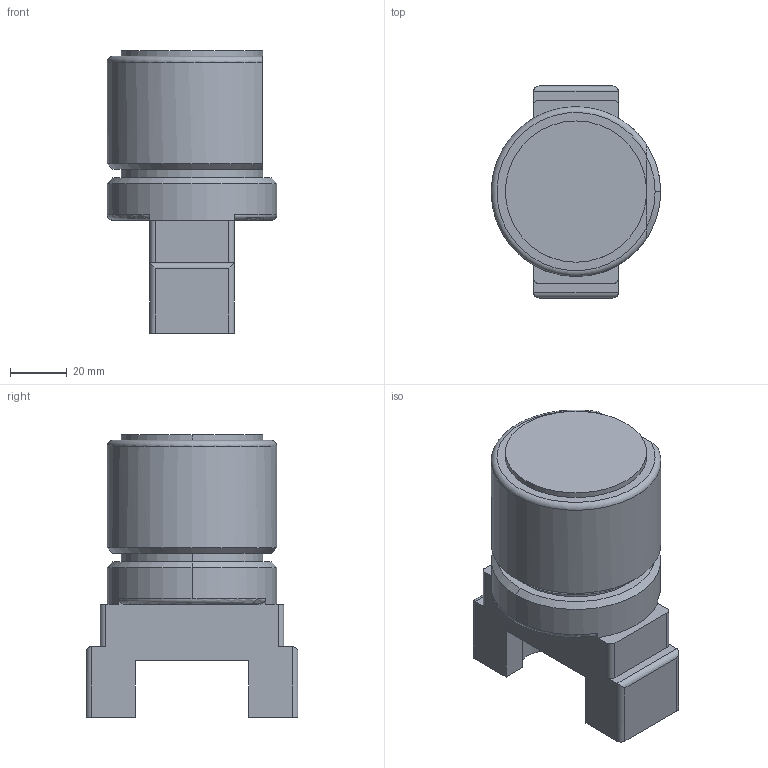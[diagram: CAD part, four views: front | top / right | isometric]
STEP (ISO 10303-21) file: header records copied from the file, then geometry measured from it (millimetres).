
FILE_DESCRIPTION((''),'2;1');
FILE_NAME('DEMO_TOOL','2014-09-04T',('Vinson'),(''),'PRO/ENGINEER BY PARAMETRIC TECHNOLOGY CORPORATION, 2010480','PRO/ENGINEER BY PARAMETRIC TECHNOLOGY CORPORATION, 2010480','');
FILE_SCHEMA(('AUTOMOTIVE_DESIGN_CC2 { 1 2 10303 214 -1 1 5 2 }'));
Length unit declared in the file: millimetre
Products named in the file (1): DEMO_TOOL
Bounding box: 60 x 75 x 100 mm (x, y, z)
Volume: 219773.9 mm3; surface area: 26253.9 mm2
Topology: 1 solids, 1 shells, 49 faces, 148 edges, 102 vertices
Faces by surface type: plane 24, cylinder 19, cone 3, torus 3
Entity records: 1852 total; most frequent: CARTESIAN_POINT 418, ORIENTED_EDGE 296, DIRECTION 294, EDGE_CURVE 148, AXIS2_PLACEMENT_3D 109, VERTEX_POINT 102, VECTOR 76, LINE 76
